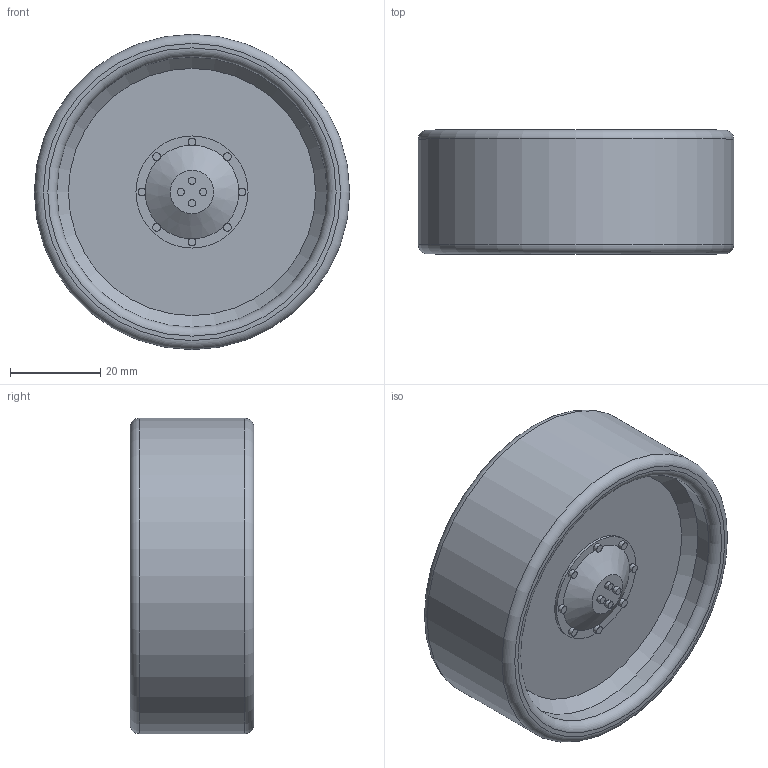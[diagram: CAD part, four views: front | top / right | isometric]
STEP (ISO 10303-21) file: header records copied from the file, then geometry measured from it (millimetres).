
FILE_DESCRIPTION(/* description */ ('STEP AP214'),/* implementation_level */ '2;1');
FILE_NAME(/* name */ '5feaa4141229b511ee776a88',/* time_stamp */ '2020-12-29T03:35:48+00:00',/* author */ (''),/* organization */ (''),/* preprocessor_version */ 'ST-DEVELOPER v18.1',/* originating_system */ ' ',/* authorisation */ ' ');
FILE_SCHEMA (('AUTOMOTIVE_DESIGN {1 0 10303 214 3 1 1}'));
Length unit declared in the file: metre
Products named in the file (1): wheel
Bounding box: 70 x 27.5 x 70 mm (x, y, z)
Volume: 40007.4 mm3; surface area: 17193 mm2
Topology: 1 solids, 1 shells, 48 faces, 102 edges, 66 vertices
Faces by surface type: plane 22, cylinder 19, torus 5, cone 2
Full cylindrical faces by diameter (mm): 1.595 x4, 1.735 x8, 10 x1, 24.882 x1, 60 x2, 70 x1
Entity records: 1156 total; most frequent: DIRECTION 212, CARTESIAN_POINT 207, ORIENTED_EDGE 138, AXIS2_PLACEMENT_3D 102, EDGE_LOOP 82, FACE_BOUND 82, EDGE_CURVE 69, VERTEX_POINT 57
